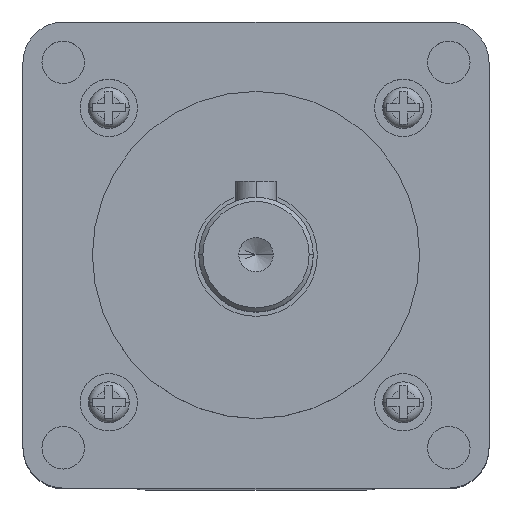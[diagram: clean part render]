
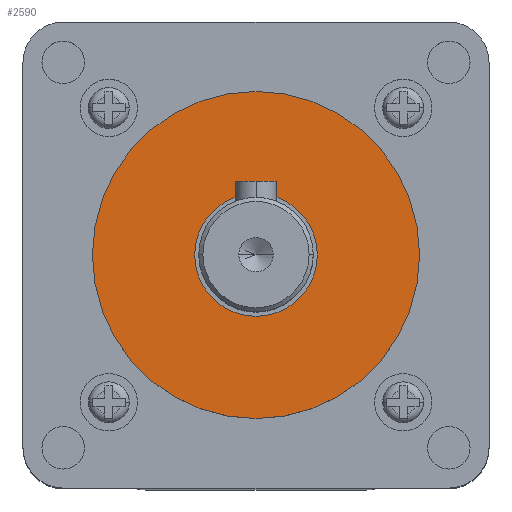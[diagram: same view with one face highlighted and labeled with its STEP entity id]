
A CAD part, top view. The second image highlights one B-rep face of the part: STEP entity #2590.
In plain terms, the highlighted planar face has unit normal (0, 0, 1).
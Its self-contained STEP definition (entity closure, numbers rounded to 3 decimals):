
#226 = DIRECTION ( 'NONE',  ( 1., 0., 0. ) ) ;
#437 = VERTEX_POINT ( 'NONE', #1951 ) ;
#506 = FACE_BOUND ( 'NONE', #2408, .T. ) ;
#512 = VERTEX_POINT ( 'NONE', #1659 ) ;
#1019 = DIRECTION ( 'NONE',  ( 0., 0., 1. ) ) ;
#1533 = CARTESIAN_POINT ( 'NONE',  ( 24.22, -16.26, 135. ) ) ;
#1587 = CARTESIAN_POINT ( 'NONE',  ( 44.22, -16.26, 135. ) ) ;
#1649 = FACE_OUTER_BOUND ( 'NONE', #4510, .T. ) ;
#1659 = CARTESIAN_POINT ( 'NONE',  ( 36.72, -16.26, 135. ) ) ;
#1674 = VERTEX_POINT ( 'NONE', #3842 ) ;
#1686 = DIRECTION ( 'NONE',  ( 1., 0., 0. ) ) ;
#1726 = CIRCLE ( 'NONE', #3747, 20. ) ;
#1846 = PLANE ( 'NONE',  #4493 ) ;
#1951 = CARTESIAN_POINT ( 'NONE',  ( 51.72, -16.26, 135. ) ) ;
#1957 = EDGE_CURVE ( 'NONE', #512, #437, #3786, .T. ) ;
#1994 = DIRECTION ( 'NONE',  ( 1., 0., 0. ) ) ;
#2045 = CARTESIAN_POINT ( 'NONE',  ( 44.22, -16.26, 135. ) ) ;
#2347 = EDGE_CURVE ( 'NONE', #3532, #1674, #4834, .T. ) ;
#2408 = EDGE_LOOP ( 'NONE', ( #4244, #3531 ) ) ;
#2463 = DIRECTION ( 'NONE',  ( 1., 0., 0. ) ) ;
#2590 = ADVANCED_FACE ( 'NONE', ( #506, #1649 ), #1846, .T. ) ;
#2628 = AXIS2_PLACEMENT_3D ( 'NONE', #5322, #2750, #226 ) ;
#2688 = CARTESIAN_POINT ( 'NONE',  ( 44.22, -16.26, 135. ) ) ;
#2750 = DIRECTION ( 'NONE',  ( 0., 0., 1. ) ) ;
#3429 = AXIS2_PLACEMENT_3D ( 'NONE', #1587, #4544, #1994 ) ;
#3457 = ORIENTED_EDGE ( 'NONE', *, *, #4079, .T. ) ;
#3468 = AXIS2_PLACEMENT_3D ( 'NONE', #2045, #5020, #2463 ) ;
#3531 = ORIENTED_EDGE ( 'NONE', *, *, #3686, .F. ) ;
#3532 = VERTEX_POINT ( 'NONE', #1533 ) ;
#3686 = EDGE_CURVE ( 'NONE', #437, #512, #4582, .T. ) ;
#3747 = AXIS2_PLACEMENT_3D ( 'NONE', #4162, #4436, #1686 ) ;
#3786 = CIRCLE ( 'NONE', #2628, 7.5 ) ;
#3842 = CARTESIAN_POINT ( 'NONE',  ( 64.22, -16.26, 135. ) ) ;
#3985 = DIRECTION ( 'NONE',  ( 1., 0., 0. ) ) ;
#4079 = EDGE_CURVE ( 'NONE', #1674, #3532, #1726, .T. ) ;
#4162 = CARTESIAN_POINT ( 'NONE',  ( 44.22, -16.26, 135. ) ) ;
#4244 = ORIENTED_EDGE ( 'NONE', *, *, #1957, .F. ) ;
#4324 = ORIENTED_EDGE ( 'NONE', *, *, #2347, .T. ) ;
#4436 = DIRECTION ( 'NONE',  ( 0., 0., 1. ) ) ;
#4493 = AXIS2_PLACEMENT_3D ( 'NONE', #2688, #1019, #3985 ) ;
#4510 = EDGE_LOOP ( 'NONE', ( #4324, #3457 ) ) ;
#4544 = DIRECTION ( 'NONE',  ( 0., 0., 1. ) ) ;
#4582 = CIRCLE ( 'NONE', #3468, 7.5 ) ;
#4834 = CIRCLE ( 'NONE', #3429, 20. ) ;
#5020 = DIRECTION ( 'NONE',  ( 0., 0., 1. ) ) ;
#5322 = CARTESIAN_POINT ( 'NONE',  ( 44.22, -16.26, 135. ) ) ;
